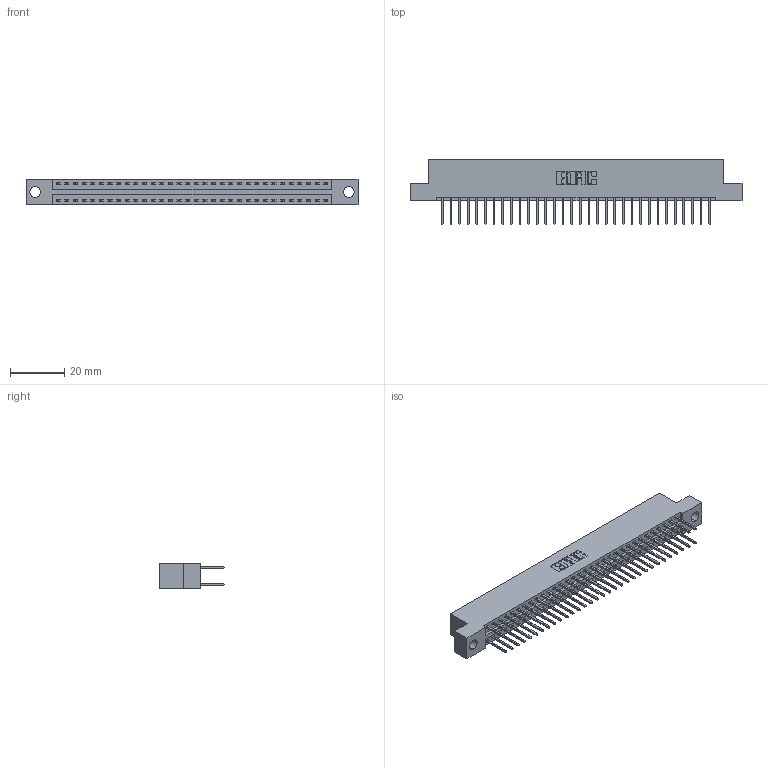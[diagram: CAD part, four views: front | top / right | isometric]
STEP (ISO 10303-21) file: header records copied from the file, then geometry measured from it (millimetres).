
FILE_DESCRIPTION (( 'STEP AP203' ), '1' );
FILE_NAME ('396-064-526-204.STEP', '2019-10-30T17:40:16', ( '' ), ( '' ), 'SwSTEP 2.0', 'SolidWorks 2016', '' );
FILE_SCHEMA (( 'CONFIG_CONTROL_DESIGN' ));
Length unit declared in the file: inch
Products named in the file (3): 396-064-526-204; 345-292-001_345-293-126; 346 Part_Flush Mounting Lugs - 0.156 Dia-TH
Assembly tree (65 placements, depth 2):
  396-064-526-204
    346 Part_Flush Mounting Lugs - 0.156 Dia-TH
    345-292-001_345-293-126  x64
Bounding box: 122.17 x 24.13 x 9.4 mm (x, y, z)
Volume: 11852.9 mm3; surface area: 16418.5 mm2
Topology: 65 solids, 65 shells, 3450 faces, 10249 edges, 6746 vertices
Faces by surface type: plane 2316, cylinder 1134
Entity records: 22251 total; most frequent: CARTESIAN_POINT 3680, ORIENTED_EDGE 3614, DIRECTION 3295, EDGE_CURVE 1807, VECTOR 1547, LINE 1547, VERTEX_POINT 1202, AXIS2_PLACEMENT_3D 874
